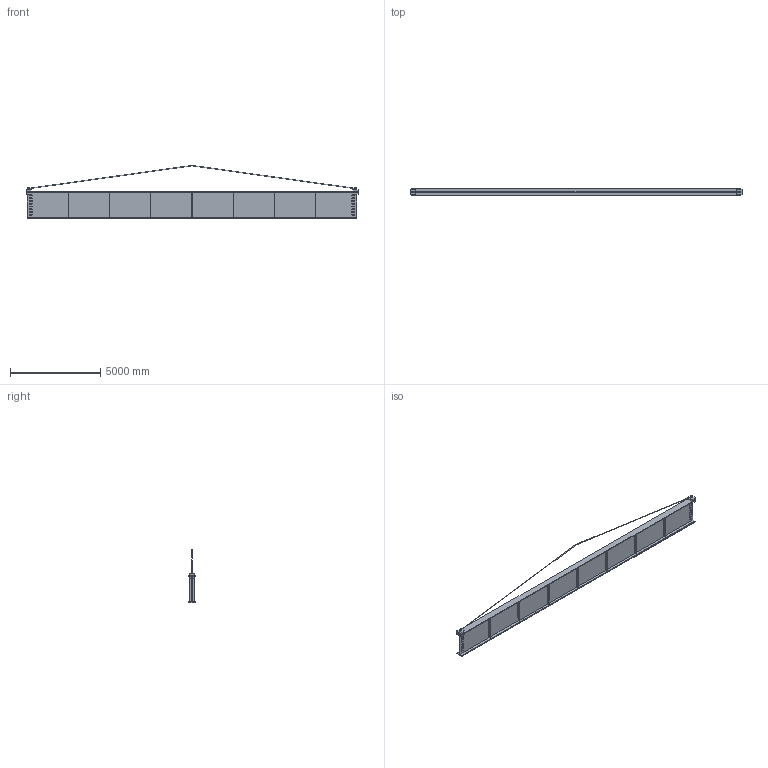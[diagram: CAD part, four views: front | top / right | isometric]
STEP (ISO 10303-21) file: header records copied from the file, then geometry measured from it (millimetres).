
FILE_DESCRIPTION( ( '' ), ' ' );
FILE_NAME( '59fcdfe20a177e0f2098b36f.step', '2017-11-03T21:30:11', ( '' ), ( '' ), ' ', ' ', ' ' );
FILE_SCHEMA( ( 'AUTOMOTIVE_DESIGN { 1 0 10303 214 1 1 1 1 }' ) );
Length unit declared in the file: metre
Products named in the file (1): Part 1
Bounding box: 18402.3 x 381 x 2943.19 mm (x, y, z)
Volume: 2081339970.4 mm3; surface area: 88454992.1 mm2
Topology: 1 solids, 1 shells, 182 faces, 566 edges, 386 vertices
Faces by surface type: plane 114, cylinder 68
Full cylindrical faces by diameter (mm): 25.4 x2, 50.8 x36
Entity records: 7612 total; most frequent: CARTESIAN_POINT 1185, DIRECTION 998, ORIENTED_EDGE 990, EDGE_CURVE 495, LINE 354, VECTOR 354, VERTEX_POINT 353, AXIS2_PLACEMENT_3D 322
